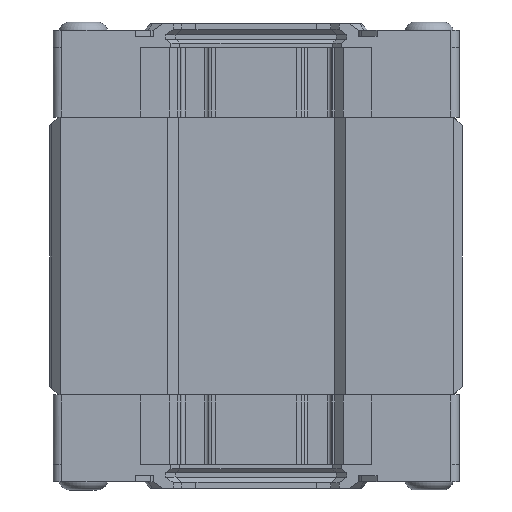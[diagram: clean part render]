
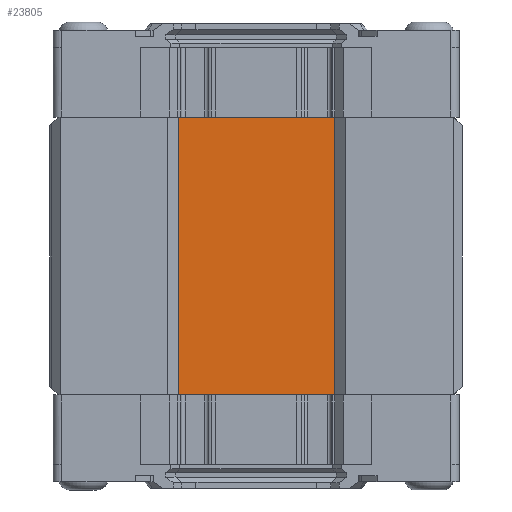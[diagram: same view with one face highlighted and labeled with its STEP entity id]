
A CAD part, front view. The second image highlights one B-rep face of the part: STEP entity #23805.
In plain terms, the highlighted planar face has unit normal (0, -1, 0).
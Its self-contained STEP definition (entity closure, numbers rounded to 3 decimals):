
#716=FACE_OUTER_BOUND('',#2052,.T.);
#2052=EDGE_LOOP('',(#15139,#15140,#15141,#15142));
#4213=LINE('',#33906,#6801);
#4308=LINE('',#34202,#6896);
#4317=LINE('',#34244,#6905);
#4318=LINE('',#34245,#6906);
#6801=VECTOR('',#27301,18.853);
#6896=VECTOR('',#27508,18.853);
#6905=VECTOR('',#27557,32.3);
#6906=VECTOR('',#27558,32.3);
#9435=VERTEX_POINT('',#33903);
#9436=VERTEX_POINT('',#33905);
#9580=VERTEX_POINT('',#34199);
#9581=VERTEX_POINT('',#34201);
#11625=EDGE_CURVE('',#9435,#9436,#4213,.T.);
#11770=EDGE_CURVE('',#9580,#9581,#4308,.T.);
#11791=EDGE_CURVE('',#9581,#9435,#4317,.T.);
#11792=EDGE_CURVE('',#9436,#9580,#4318,.T.);
#15139=ORIENTED_EDGE('',*,*,#11625,.F.);
#15140=ORIENTED_EDGE('',*,*,#11791,.F.);
#15141=ORIENTED_EDGE('',*,*,#11770,.F.);
#15142=ORIENTED_EDGE('',*,*,#11792,.F.);
#21520=PLANE('',#25266);
#23805=ADVANCED_FACE('',(#716),#21520,.F.);
#25266=AXIS2_PLACEMENT_3D('',#34243,#27555,#27556);
#27301=DIRECTION('',(1.,0.,0.));
#27508=DIRECTION('',(-1.,0.,0.));
#27555=DIRECTION('center_axis',(0.,1.,0.));
#27556=DIRECTION('ref_axis',(0.,0.,1.));
#27557=DIRECTION('',(0.,0.,1.));
#27558=DIRECTION('',(0.,0.,-1.));
#33903=CARTESIAN_POINT('',(-9.427,3.5,16.15));
#33905=CARTESIAN_POINT('',(9.427,3.5,16.15));
#33906=CARTESIAN_POINT('',(0.,3.5,16.15));
#34199=CARTESIAN_POINT('',(9.427,3.5,-16.15));
#34201=CARTESIAN_POINT('',(-9.427,3.5,-16.15));
#34202=CARTESIAN_POINT('',(9.427,3.5,-16.15));
#34243=CARTESIAN_POINT('Origin',(9.427,3.5,16.15));
#34244=CARTESIAN_POINT('',(-9.427,3.5,16.15));
#34245=CARTESIAN_POINT('',(9.427,3.5,16.15));
